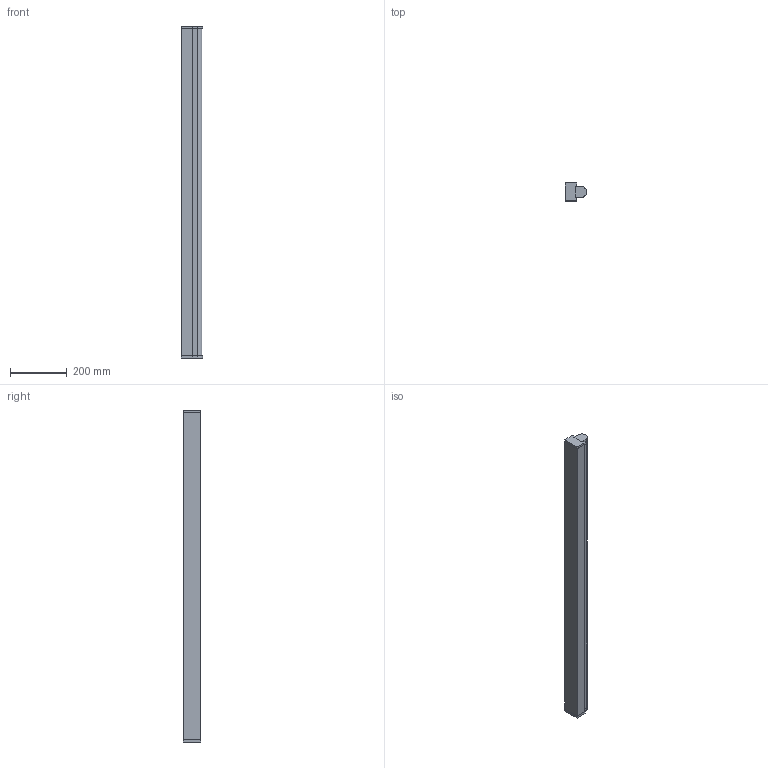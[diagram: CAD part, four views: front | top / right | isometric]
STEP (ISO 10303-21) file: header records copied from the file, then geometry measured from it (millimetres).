
FILE_DESCRIPTION (( 'STEP AP214' ), '1' );
FILE_NAME ('LN_UO_1200.STEP', '2023-06-09T10:15:12', ( '' ), ( '' ), 'SwSTEP 2.0', 'SolidWorks 2020', '' );
FILE_SCHEMA (( 'AUTOMOTIVE_DESIGN' ));
Length unit declared in the file: millimetre
Products named in the file (1): LN_UO_1200
Bounding box: 73.93 x 62 x 1168 mm (x, y, z)
Volume: 1665301.6 mm3; surface area: 520080.8 mm2
Topology: 2 solids, 2 shells, 48 faces, 120 edges, 80 vertices
Faces by surface type: plane 44, cylinder 4
Entity records: 1455 total; most frequent: CARTESIAN_POINT 249, ORIENTED_EDGE 240, DIRECTION 226, EDGE_CURVE 120, LINE 112, VECTOR 112, VERTEX_POINT 80, AXIS2_PLACEMENT_3D 57
